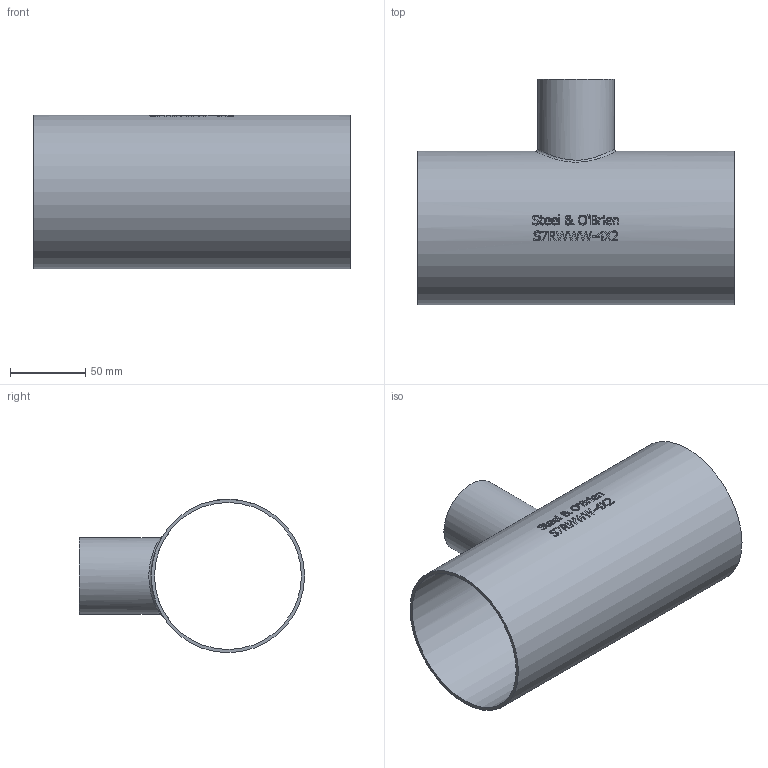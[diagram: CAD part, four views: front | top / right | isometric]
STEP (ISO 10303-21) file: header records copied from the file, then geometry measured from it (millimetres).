
FILE_DESCRIPTION(/* description */ (''),/* implementation_level */ '2;1');
FILE_NAME(/* name */ 'S7RWWW-4X2.stp',/* time_stamp */ '2018-11-28T13:55:49-05:00',/* author */ ('ken'),/* organization */ (''),/* preprocessor_version */ 'ST-DEVELOPER v15.2',/* originating_system */ 'Autodesk Inventor 2014',/* authorisation */ '');
FILE_SCHEMA (('AUTOMOTIVE_DESIGN { 1 0 10303 214 3 1 1 }'));
Length unit declared in the file: inch
Products named in the file (1): S7RWWW-4X2
Bounding box: 209.55 x 149.22 x 101.6 mm (x, y, z)
Volume: 147016.1 mm3; surface area: 144683.4 mm2
Topology: 1 solids, 1 shells, 372 faces, 1009 edges, 673 vertices
Faces by surface type: plane 180, bspline 154, cylinder 38
Full cylindrical faces by diameter (mm): 47.498 x1, 50.8 x1, 97.384 x1, 101.6 x1
Entity records: 14539 total; most frequent: CARTESIAN_POINT 5995, ORIENTED_EDGE 2000, DIRECTION 1330, EDGE_CURVE 1000, VERTEX_POINT 669, LINE 490, VECTOR 490, AXIS2_PLACEMENT_3D 420
